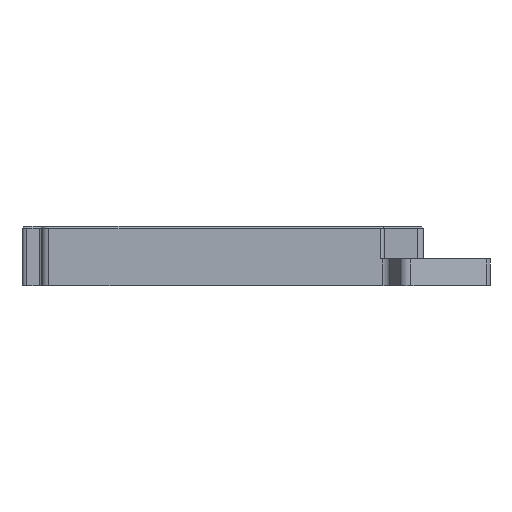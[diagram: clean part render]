
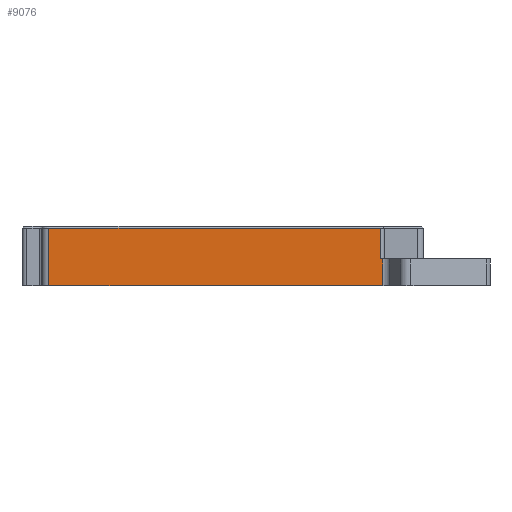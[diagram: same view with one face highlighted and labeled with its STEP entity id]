
A CAD part, left-side view. The second image highlights one B-rep face of the part: STEP entity #9076.
In plain terms, the highlighted planar face has unit normal (-1, 0, 0).
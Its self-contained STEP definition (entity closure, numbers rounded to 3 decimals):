
#487=FACE_OUTER_BOUND('',#995,.T.);
#995=EDGE_LOOP('',(#5997,#5998,#5999,#6000,#6001,#6002));
#1564=LINE('',#12976,#2662);
#1565=LINE('',#12978,#2663);
#1566=LINE('',#12980,#2664);
#1567=LINE('',#12982,#2665);
#1568=LINE('',#12984,#2666);
#1569=LINE('',#12985,#2667);
#2662=VECTOR('',#10360,10.);
#2663=VECTOR('',#10361,10.);
#2664=VECTOR('',#10362,10.);
#2665=VECTOR('',#10363,10.);
#2666=VECTOR('',#10364,10.);
#2667=VECTOR('',#10365,10.);
#3760=VERTEX_POINT('',#12974);
#3761=VERTEX_POINT('',#12975);
#3762=VERTEX_POINT('',#12977);
#3763=VERTEX_POINT('',#12979);
#3764=VERTEX_POINT('',#12981);
#3765=VERTEX_POINT('',#12983);
#4637=EDGE_CURVE('',#3760,#3761,#1564,.T.);
#4638=EDGE_CURVE('',#3762,#3760,#1565,.T.);
#4639=EDGE_CURVE('',#3763,#3762,#1566,.T.);
#4640=EDGE_CURVE('',#3764,#3763,#1567,.T.);
#4641=EDGE_CURVE('',#3765,#3764,#1568,.T.);
#4642=EDGE_CURVE('',#3761,#3765,#1569,.T.);
#5997=ORIENTED_EDGE('',*,*,#4637,.F.);
#5998=ORIENTED_EDGE('',*,*,#4638,.F.);
#5999=ORIENTED_EDGE('',*,*,#4639,.F.);
#6000=ORIENTED_EDGE('',*,*,#4640,.F.);
#6001=ORIENTED_EDGE('',*,*,#4641,.F.);
#6002=ORIENTED_EDGE('',*,*,#4642,.F.);
#8717=PLANE('',#9598);
#9076=ADVANCED_FACE('',(#487),#8717,.T.);
#9598=AXIS2_PLACEMENT_3D('',#12973,#10358,#10359);
#10358=DIRECTION('center_axis',(-1.,0.,0.));
#10359=DIRECTION('ref_axis',(0.,-1.,0.));
#10360=DIRECTION('',(0.,-1.,0.));
#10361=DIRECTION('',(0.,0.,-1.));
#10362=DIRECTION('',(0.,-1.,0.));
#10363=DIRECTION('',(0.,0.,1.));
#10364=DIRECTION('',(0.,1.,0.));
#10365=DIRECTION('',(0.,0.,-1.));
#12973=CARTESIAN_POINT('Origin',(162.585,-47.655,0.));
#12974=CARTESIAN_POINT('',(162.585,-119.057,3.65));
#12975=CARTESIAN_POINT('',(162.585,-119.502,3.65));
#12976=CARTESIAN_POINT('',(162.585,-70.975,3.65));
#12977=CARTESIAN_POINT('',(162.585,-119.057,10.1));
#12978=CARTESIAN_POINT('',(162.585,-119.057,0.));
#12979=CARTESIAN_POINT('',(162.585,-49.155,10.1));
#12980=CARTESIAN_POINT('',(162.585,-70.376,10.1));
#12981=CARTESIAN_POINT('',(162.585,-49.155,-2.));
#12982=CARTESIAN_POINT('',(162.585,-49.155,0.));
#12983=CARTESIAN_POINT('',(162.585,-119.502,-2.));
#12984=CARTESIAN_POINT('',(162.585,-47.655,-2.));
#12985=CARTESIAN_POINT('',(162.585,-119.502,0.));
